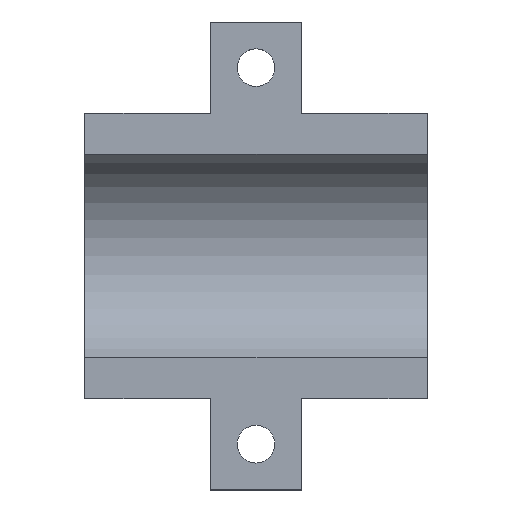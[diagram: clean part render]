
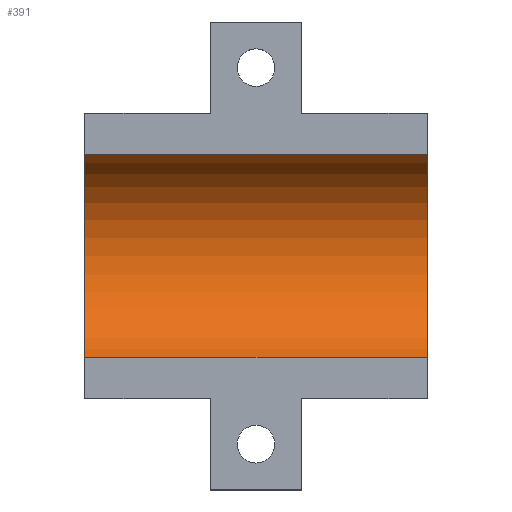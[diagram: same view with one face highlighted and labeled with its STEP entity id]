
A CAD part, top view. The second image highlights one B-rep face of the part: STEP entity #391.
In plain terms, the highlighted cylindrical face has radius 9.592 mm (diameter 19.184 mm), a partial arc.
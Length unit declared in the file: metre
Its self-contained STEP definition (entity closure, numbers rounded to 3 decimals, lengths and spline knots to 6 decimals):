
#12=LINE('',#559,#52);
#51=LINE('',#641,#91);
#52=VECTOR('',#457,1.);
#91=VECTOR('',#526,1.);
#197=ORIENTED_EDGE('',*,*,#213,.T.);
#198=ORIENTED_EDGE('',*,*,#242,.T.);
#199=ORIENTED_EDGE('',*,*,#254,.T.);
#200=ORIENTED_EDGE('',*,*,#228,.F.);
#213=EDGE_CURVE('',#263,#264,#12,.T.);
#228=EDGE_CURVE('',#263,#277,#299,.T.);
#242=EDGE_CURVE('',#264,#284,#300,.T.);
#254=EDGE_CURVE('',#284,#277,#51,.F.);
#263=VERTEX_POINT('',#560);
#264=VERTEX_POINT('',#561);
#277=VERTEX_POINT('',#592);
#284=VERTEX_POINT('',#619);
#299=CIRCLE('',#419,0.009592);
#300=CIRCLE('',#426,0.009592);
#328=EDGE_LOOP('',(#197,#198,#199,#200));
#360=FACE_BOUND('',#328,.T.);
#371=CYLINDRICAL_SURFACE('',#434,0.009592);
#391=ADVANCED_FACE('',(#360),#371,.F.);
#419=AXIS2_PLACEMENT_3D('',#591,#478,#479);
#426=AXIS2_PLACEMENT_3D('',#618,#505,#506);
#434=AXIS2_PLACEMENT_3D('',#647,#533,#534);
#457=DIRECTION('',(-1.,0.,0.));
#478=DIRECTION('',(-1.,0.,0.));
#479=DIRECTION('',(0.,-1.,0.));
#505=DIRECTION('',(-1.,0.,0.));
#506=DIRECTION('',(0.,0.,1.));
#526=DIRECTION('',(-1.,0.,0.));
#533=DIRECTION('',(-1.,0.,0.));
#534=DIRECTION('',(0.,0.,1.));
#559=CARTESIAN_POINT('',(0.055053,0.021394,0.008));
#560=CARTESIAN_POINT('',(0.03,0.021394,0.008));
#561=CARTESIAN_POINT('',(0.,0.021394,0.008));
#591=CARTESIAN_POINT('',(0.03,0.0125,0.011592));
#592=CARTESIAN_POINT('',(0.03,0.003606,0.008));
#618=CARTESIAN_POINT('',(0.,0.0125,0.011592));
#619=CARTESIAN_POINT('',(0.,0.003606,0.008));
#641=CARTESIAN_POINT('',(0.055053,0.003606,0.008));
#647=CARTESIAN_POINT('',(0.055053,0.0125,0.011592));
